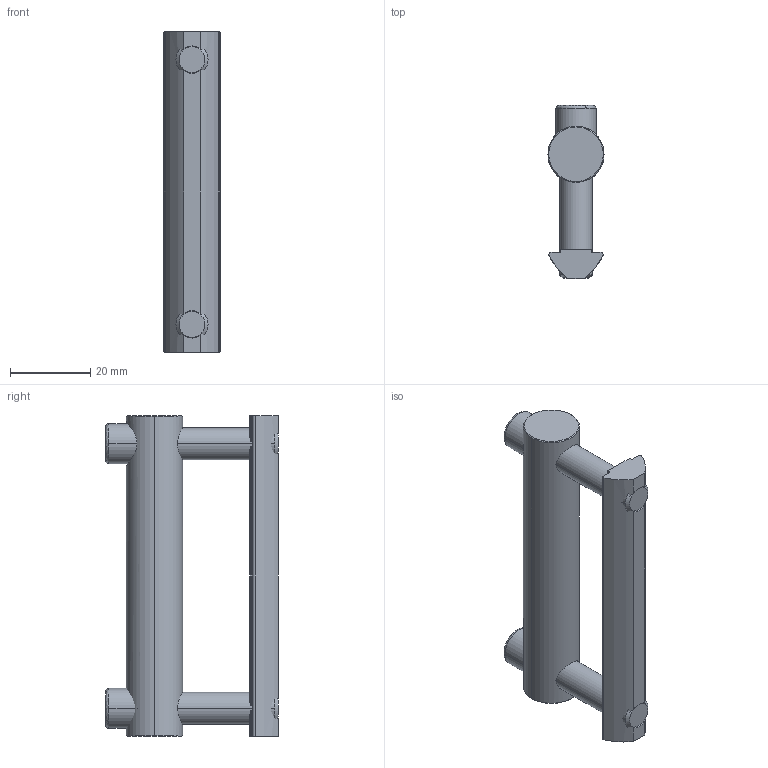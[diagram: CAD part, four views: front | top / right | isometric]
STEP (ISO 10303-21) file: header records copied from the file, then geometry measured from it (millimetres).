
FILE_DESCRIPTION (( 'STEP AP203' ), '1' );
FILE_NAME ('282311801_c-1.STEP', '2023-02-03T04:40:50', ( '' ), ( '' ), 'SwSTEP 2.0', 'SolidWorks 2014', '' );
FILE_SCHEMA (( 'CONFIG_CONTROL_DESIGN' ));
Length unit declared in the file: millimetre
Products named in the file (1): 282311801_c-1
Bounding box: 14 x 43.1 x 80 mm (x, y, z)
Surface area: 10043.5 mm2 (no closed solid volume)
Topology: 0 solids, 4 shells, 81 faces, 215 edges, 142 vertices
Faces by surface type: plane 32, cylinder 29, cone 12, bspline 8
Entity records: 3481 total; most frequent: CARTESIAN_POINT 1445, ORIENTED_EDGE 420, DIRECTION 395, EDGE_CURVE 211, AXIS2_PLACEMENT_3D 154, VERTEX_POINT 142, EDGE_LOOP 92, LINE 87
